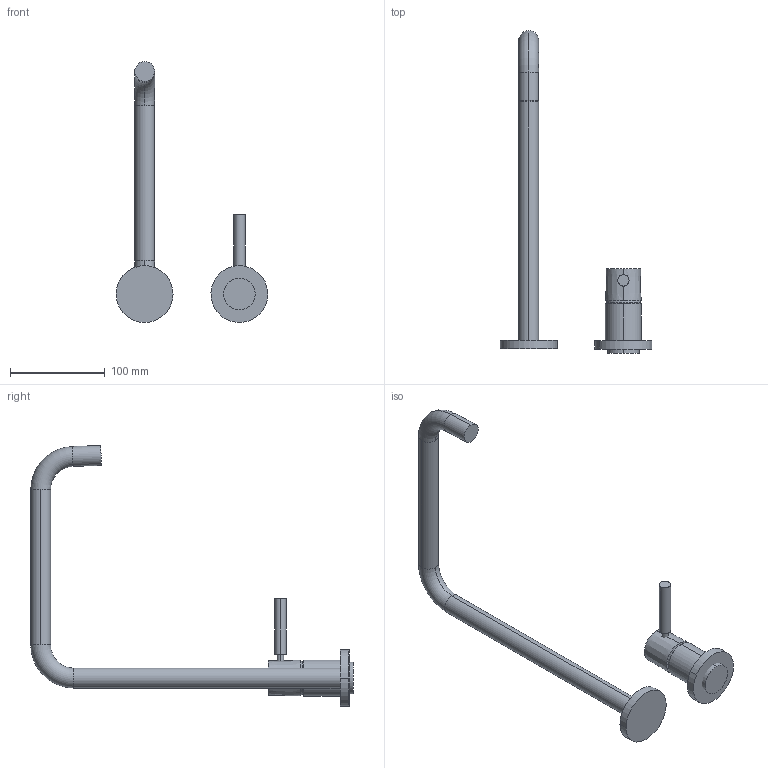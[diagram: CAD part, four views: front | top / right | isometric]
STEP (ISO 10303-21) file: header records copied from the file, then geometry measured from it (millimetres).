
FILE_DESCRIPTION (( 'STEP AP214' ), '1' );
FILE_NAME ('32815861.STEP', '2022-06-23T08:20:01', ( '' ), ( '' ), 'SwSTEP 2.0', 'SolidWorks 2020', '' );
FILE_SCHEMA (( 'AUTOMOTIVE_DESIGN' ));
Length unit declared in the file: millimetre
Products named in the file (9): Planungsmodell_Haube-+-09.28.30.026.90-1; Planungsmodell_Koerper-+-09.30.01.123.90-1; Planungsmodell_Auslauf-+-04.28.22.288.00-1; 32815861; Planungsmodell_Rosette-+-09.27.86.002.90-1; Planungsmodell_Hebel Ø12 Handhabe-+-09.20.66.001.90-1; Planungsmodell_Auslauf-+-09.28.22.286.90-1; Planungsmodell_Rosette-+-09.27.97.040.90-1; Planungsmodell_Hebel Unterteil Ø37-+-09.20.66.003-1
Assembly tree (8 placements, depth 3):
  32815861
    Planungsmodell_Auslauf-+-04.28.22.288.00-1
      Planungsmodell_Auslauf-+-09.28.22.286.90-1
      Planungsmodell_Rosette-+-09.27.86.002.90-1
    Planungsmodell_Koerper-+-09.30.01.123.90-1
    Planungsmodell_Haube-+-09.28.30.026.90-1
    Planungsmodell_Rosette-+-09.27.97.040.90-1
    Planungsmodell_Hebel Unterteil Ø37-+-09.20.66.003-1
    Planungsmodell_Hebel Ø12 Handhabe-+-09.20.66.001.90-1
Bounding box: 159.98 x 340.5 x 275.52 mm (x, y, z)
Volume: 363266.9 mm3; surface area: 73928.5 mm2
Topology: 7 solids, 7 shells, 48 faces, 88 edges, 57 vertices
Faces by surface type: cylinder 22, plane 16, torus 6, sphere 2, cone 2
Entity records: 1594 total; most frequent: DIRECTION 272, CARTESIAN_POINT 205, ORIENTED_EDGE 176, AXIS2_PLACEMENT_3D 124, EDGE_CURVE 88, CIRCLE 64, VERTEX_POINT 57, EDGE_LOOP 51
